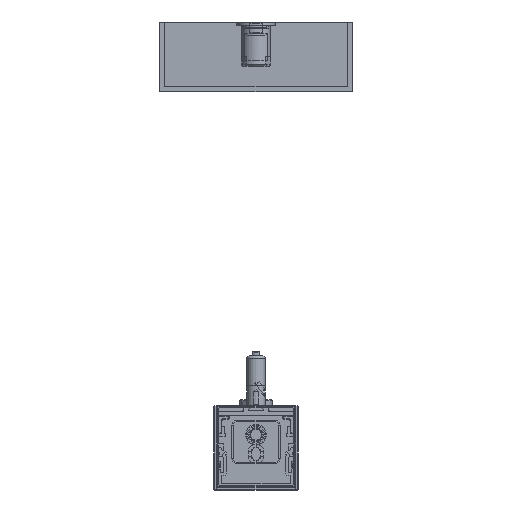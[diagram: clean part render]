
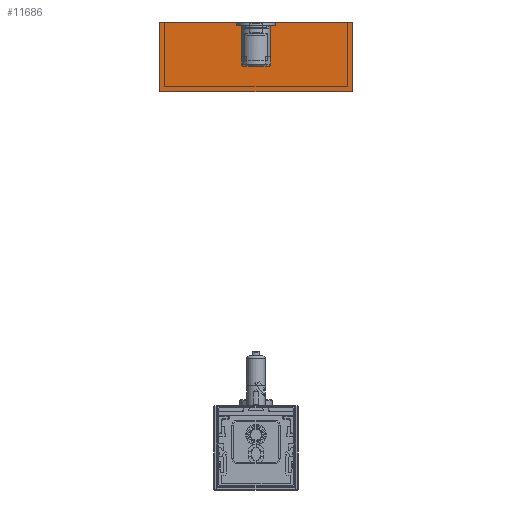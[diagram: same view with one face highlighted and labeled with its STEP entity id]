
A CAD part, front view. The second image highlights one B-rep face of the part: STEP entity #11686.
In plain terms, the highlighted planar face has unit normal (0, -1, 0).
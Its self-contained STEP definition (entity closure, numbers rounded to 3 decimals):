
#202=FACE_BOUND('',#1704,.T.);
#421=PLANE('',#12941);
#1005=FACE_OUTER_BOUND('',#1703,.T.);
#1703=EDGE_LOOP('',(#10077,#10078,#10079,#10080));
#1704=EDGE_LOOP('',(#10081));
#2465=CIRCLE('',#12937,3.8);
#3440=LINE('',#21129,#4326);
#3455=LINE('',#21171,#4341);
#3456=LINE('',#21173,#4342);
#3457=LINE('',#21174,#4343);
#4326=VECTOR('',#16182,10.);
#4341=VECTOR('',#16221,10.);
#4342=VECTOR('',#16222,10.);
#4343=VECTOR('',#16223,10.);
#5354=VERTEX_POINT('',#21127);
#5355=VERTEX_POINT('',#21128);
#5367=VERTEX_POINT('',#21160);
#5370=VERTEX_POINT('',#21170);
#5371=VERTEX_POINT('',#21172);
#6978=EDGE_CURVE('',#5354,#5355,#3440,.T.);
#6994=EDGE_CURVE('',#5367,#5367,#2465,.T.);
#6999=EDGE_CURVE('',#5355,#5370,#3455,.T.);
#7000=EDGE_CURVE('',#5370,#5371,#3456,.T.);
#7001=EDGE_CURVE('',#5354,#5371,#3457,.T.);
#10077=ORIENTED_EDGE('',*,*,#6999,.T.);
#10078=ORIENTED_EDGE('',*,*,#7000,.T.);
#10079=ORIENTED_EDGE('',*,*,#7001,.F.);
#10080=ORIENTED_EDGE('',*,*,#6978,.T.);
#10081=ORIENTED_EDGE('',*,*,#6994,.F.);
#11686=ADVANCED_FACE('',(#1005,#202),#421,.T.);
#12937=AXIS2_PLACEMENT_3D('',#21161,#16209,#16210);
#12941=AXIS2_PLACEMENT_3D('',#21169,#16219,#16220);
#16182=DIRECTION('',(-1.,0.,0.));
#16209=DIRECTION('center_axis',(0.,-1.,0.));
#16210=DIRECTION('ref_axis',(-1.,0.,0.));
#16219=DIRECTION('center_axis',(0.,-1.,0.));
#16220=DIRECTION('ref_axis',(0.,0.,
-1.));
#16221=DIRECTION('',(0.,0.,-1.));
#16222=DIRECTION('',(1.,0.,0.));
#16223=DIRECTION('',(0.,0.,-1.));
#21127=CARTESIAN_POINT('',(40.,1227.8,159.85));
#21128=CARTESIAN_POINT('',(-40.,1227.8,159.85));
#21129=CARTESIAN_POINT('',(-40.,1227.8,159.85));
#21160=CARTESIAN_POINT('',(3.8,1227.8,149.85));
#21161=CARTESIAN_POINT('Origin',(0.,1227.8,149.85));
#21169=CARTESIAN_POINT('Origin',(40.,1227.8,144.85));
#21170=CARTESIAN_POINT('',(-40.,1227.8,130.85));
#21171=CARTESIAN_POINT('',(-40.,1227.8,144.85));
#21172=CARTESIAN_POINT('',(40.,1227.8,130.85));
#21173=CARTESIAN_POINT('',(40.,1227.8,130.85));
#21174=CARTESIAN_POINT('',(40.,1227.8,144.85));
